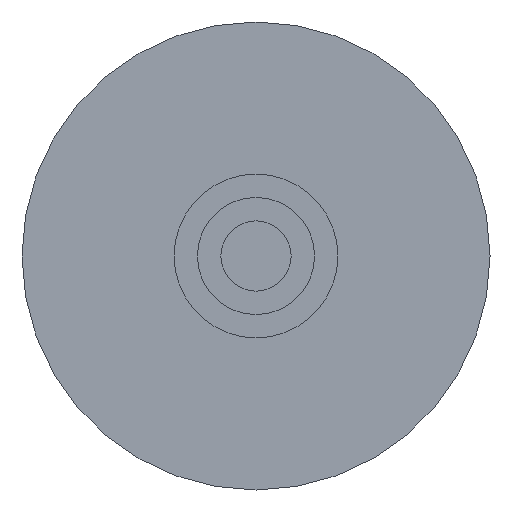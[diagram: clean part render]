
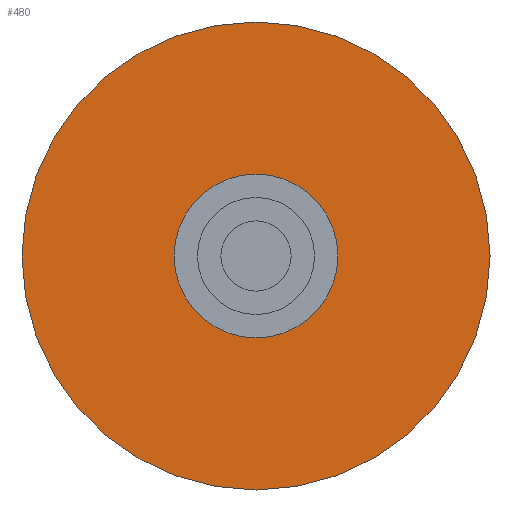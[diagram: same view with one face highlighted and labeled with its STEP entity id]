
A CAD part, front view. The second image highlights one B-rep face of the part: STEP entity #480.
In plain terms, the highlighted planar face has unit normal (0, -1, 0).
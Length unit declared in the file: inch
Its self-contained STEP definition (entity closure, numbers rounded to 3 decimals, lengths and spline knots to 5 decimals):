
#480=ADVANCED_FACE('',(#859),#860,.T.);
#859=FACE_OUTER_BOUND('',#1812,.T.);
#860=PLANE('',#1813);
#1812=EDGE_LOOP('',(#2461,#2462));
#1813=AXIS2_PLACEMENT_3D('',#2463,#2464,#2465);
#2461=ORIENTED_EDGE('',*,*,#2746,.T.);
#2462=ORIENTED_EDGE('',*,*,#2687,.T.);
#2463=CARTESIAN_POINT('',(0.0,5.03937,0.0));
#2464=DIRECTION('',(0.0,-1.0,0.0));
#2465=DIRECTION('',(0.0,0.0,-1.0));
#2687=EDGE_CURVE('',#3037,#3035,#3038,.T.);
#2746=EDGE_CURVE('',#3035,#3037,#3107,.T.);
#3035=VERTEX_POINT('',#3510);
#3037=VERTEX_POINT('',#3513);
#3038=CIRCLE('',#3514,0.3937);
#3107=CIRCLE('',#3590,0.3937);
#3510=CARTESIAN_POINT('',(0.0,5.03937,0.3937));
#3513=CARTESIAN_POINT('',(0.,5.03937,-0.3937));
#3514=AXIS2_PLACEMENT_3D('',#3883,#3884,#3885);
#3590=AXIS2_PLACEMENT_3D('',#3944,#3945,#3946);
#3883=CARTESIAN_POINT('',(0.0,5.03937,0.0));
#3884=DIRECTION('',(0.0,-1.0,0.0));
#3885=DIRECTION('',(0.0,0.0,1.0));
#3944=CARTESIAN_POINT('',(0.0,5.03937,0.0));
#3945=DIRECTION('',(0.0,-1.0,0.0));
#3946=DIRECTION('',(0.0,0.0,1.0));
